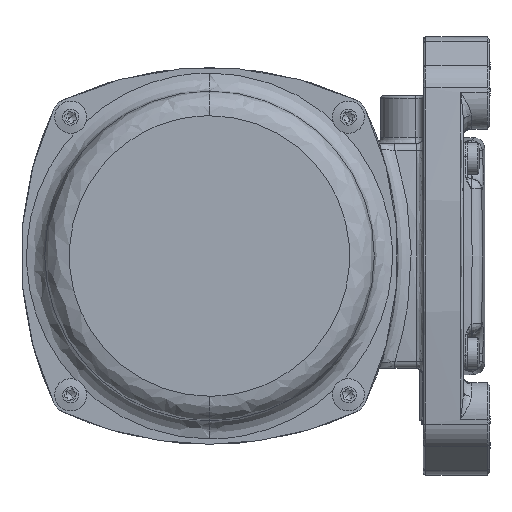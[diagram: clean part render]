
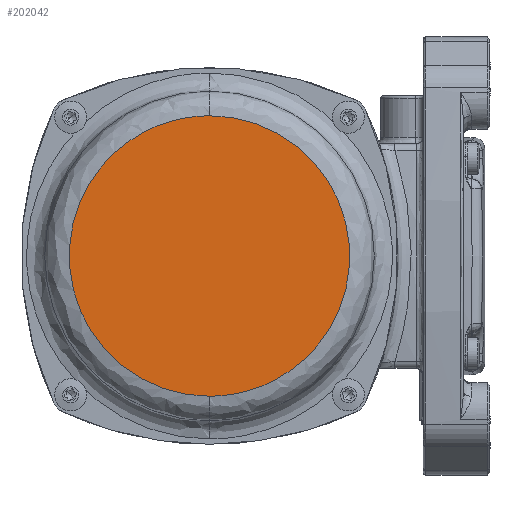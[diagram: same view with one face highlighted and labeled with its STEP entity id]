
A CAD part, left-side view. The second image highlights one B-rep face of the part: STEP entity #202042.
In plain terms, the highlighted planar face has unit normal (-1, 0, 0).
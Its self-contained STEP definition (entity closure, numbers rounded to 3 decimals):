
#4841 = EDGE_CURVE ( 'NONE', #70851, #34975, #163713, .T. ) ;
#7286 = CARTESIAN_POINT ( 'NONE',  ( -127.5, 97.547, -52.5 ) ) ;
#15510 = EDGE_CURVE ( 'NONE', #34975, #70851, #167442, .T. ) ;
#34975 = VERTEX_POINT ( 'NONE', #177312 ) ;
#51320 = CARTESIAN_POINT ( 'NONE',  ( -127.5, 202.547, -52.5 ) ) ;
#55180 = DIRECTION ( 'NONE',  ( 1., 0., 0. ) ) ;
#70851 = VERTEX_POINT ( 'NONE', #99696 ) ;
#82100 = EDGE_LOOP ( 'NONE', ( #159251, #174214 ) ) ;
#83677 = CARTESIAN_POINT ( 'NONE',  ( -127.5, 97.547, 52.5 ) ) ;
#99696 = CARTESIAN_POINT ( 'NONE',  ( -127.5, 97.547, 52.5 ) ) ;
#122179 = CARTESIAN_POINT ( 'NONE',  ( -127.5, 97.547, 52.5 ) ) ;
#122864 = CARTESIAN_POINT ( 'NONE',  ( -127.5, 97.547, -52.5 ) ) ;
#134539 = CARTESIAN_POINT ( 'NONE',  ( -127.5, 97.547, 61.7 ) ) ;
#136761 = CARTESIAN_POINT ( 'NONE',  ( -127.5, -7.453, 52.5 ) ) ;
#138119 = CARTESIAN_POINT ( 'NONE',  ( -127.5, -7.453, -52.5 ) ) ;
#142403 = FACE_OUTER_BOUND ( 'NONE', #82100, .T. ) ;
#148580 = CARTESIAN_POINT ( 'NONE',  ( -127.5, 202.547, 52.5 ) ) ;
#156319 = AXIS2_PLACEMENT_3D ( 'NONE', #134539, #55180, #196000 ) ;
#159251 = ORIENTED_EDGE ( 'NONE', *, *, #15510, .F. ) ;
#163713 =( BOUNDED_CURVE ( )  B_SPLINE_CURVE ( 3, ( #122179, #136761, #138119, #122864 ),
 .UNSPECIFIED., .F., .F. ) 
 B_SPLINE_CURVE_WITH_KNOTS ( ( 4, 4 ),
 ( 0., 1. ),
 .UNSPECIFIED. ) 
 CURVE ( )  GEOMETRIC_REPRESENTATION_ITEM ( )  RATIONAL_B_SPLINE_CURVE ( ( 1., 0.333, 0.333, 1. ) ) 
 REPRESENTATION_ITEM ( '' )  );
#167442 =( BOUNDED_CURVE ( )  B_SPLINE_CURVE ( 3, ( #7286, #51320, #148580, #83677 ),
 .UNSPECIFIED., .F., .F. ) 
 B_SPLINE_CURVE_WITH_KNOTS ( ( 4, 4 ),
 ( 0., 1. ),
 .UNSPECIFIED. ) 
 CURVE ( )  GEOMETRIC_REPRESENTATION_ITEM ( )  RATIONAL_B_SPLINE_CURVE ( ( 1., 0.333, 0.333, 1. ) ) 
 REPRESENTATION_ITEM ( '' )  );
#174214 = ORIENTED_EDGE ( 'NONE', *, *, #4841, .F. ) ;
#177312 = CARTESIAN_POINT ( 'NONE',  ( -127.5, 97.547, -52.5 ) ) ;
#196000 = DIRECTION ( 'NONE',  ( 0., 0., -1. ) ) ;
#197355 = PLANE ( 'NONE',  #156319 ) ;
#202042 = ADVANCED_FACE ( 'NONE', ( #142403 ), #197355, .F. ) ;
